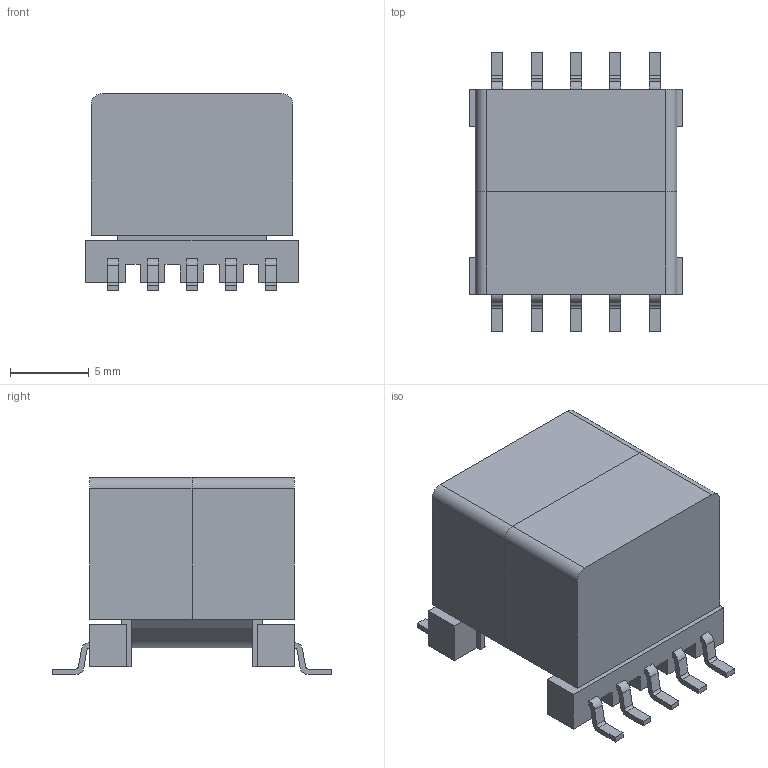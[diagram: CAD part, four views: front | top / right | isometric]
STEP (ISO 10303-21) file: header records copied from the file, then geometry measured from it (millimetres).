
FILE_DESCRIPTION(('FreeCAD Model'),'2;1');
FILE_NAME('Assem1_cp.step','2018-09-04T23:25:02',( 'kicad StepUp'),('ksu MCAD'),'Open CASCADE STEP processor 7.2', 'FreeCAD','Unknown');
FILE_SCHEMA(('AUTOMOTIVE_DESIGN_CC2 { 1 2 10303 214 -1 1 5 4 }'));
Length unit declared in the file: millimetre
Products named in the file (1): Assem1_cp
Bounding box: 13.5 x 17.75 x 12.5 mm (x, y, z)
Volume: 1620.8 mm3; surface area: 2109 mm2
Topology: 3 solids, 3 shells, 312 faces, 810 edges, 514 vertices
Faces by surface type: plane 158, cylinder 120, bspline 18, torus 16
Full cylindrical faces by diameter (mm): 4.5 x2, 4.6 x1, 8.481 x1
Entity records: 12033 total; most frequent: CARTESIAN_POINT 2043, DIRECTION 1676, ORIENTED_EDGE 1620, EDGE_CURVE 810, AXIS2_PLACEMENT_3D 577, LINE 522, VECTOR 522, VERTEX_POINT 514
